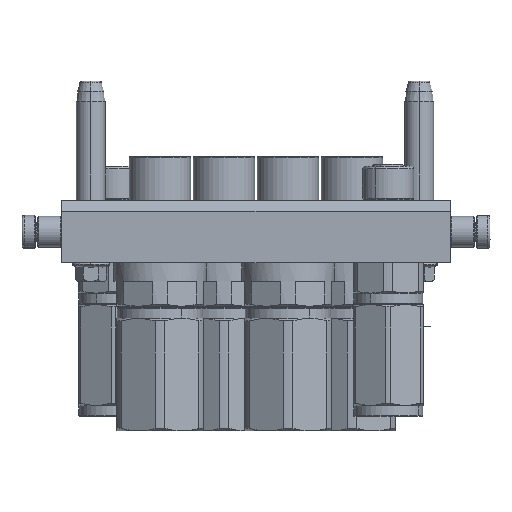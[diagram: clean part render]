
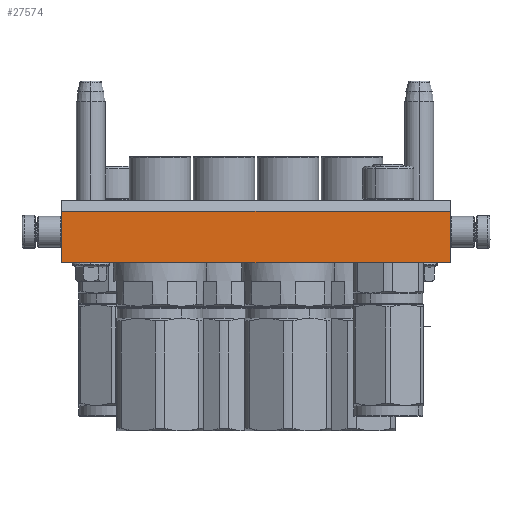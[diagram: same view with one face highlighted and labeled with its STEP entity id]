
A CAD part, left-side view. The second image highlights one B-rep face of the part: STEP entity #27574.
In plain terms, the highlighted face is planar.
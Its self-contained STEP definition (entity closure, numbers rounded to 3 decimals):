
#2159 = LINE ( 'NONE', #46946, #28611 ) ;
#6284 = ORIENTED_EDGE ( 'NONE', *, *, #63207, .F. ) ;
#9681 = CARTESIAN_POINT ( 'NONE',  ( 94., 15., -45. ) ) ;
#10222 = DIRECTION ( 'NONE',  ( 1., 0., 0. ) ) ;
#11158 = VERTEX_POINT ( 'NONE', #55648 ) ;
#14129 = DIRECTION ( 'NONE',  ( 0., 1., 0. ) ) ;
#18587 = EDGE_LOOP ( 'NONE', ( #28665, #6284, #38569, #20277 ) ) ;
#20277 = ORIENTED_EDGE ( 'NONE', *, *, #31528, .F. ) ;
#22705 = AXIS2_PLACEMENT_3D ( 'NONE', #54037, #58694, #27679 ) ;
#25529 = DIRECTION ( 'NONE',  ( 0., 1., 0. ) ) ;
#25904 = LINE ( 'NONE', #60193, #60641 ) ;
#25985 = VECTOR ( 'NONE', #14129, 1000. ) ;
#27574 = ADVANCED_FACE ( 'NONE', ( #31875 ), #48491, .T. ) ;
#27640 = VERTEX_POINT ( 'NONE', #48023 ) ;
#27679 = DIRECTION ( 'NONE',  ( -1., 0., 0. ) ) ;
#28611 = VECTOR ( 'NONE', #10222, 1000. ) ;
#28665 = ORIENTED_EDGE ( 'NONE', *, *, #53379, .T. ) ;
#29311 = CARTESIAN_POINT ( 'NONE',  ( -94., -10., -45. ) ) ;
#31404 = VERTEX_POINT ( 'NONE', #45771 ) ;
#31528 = EDGE_CURVE ( 'NONE', #31404, #11158, #2159, .T. ) ;
#31875 = FACE_OUTER_BOUND ( 'NONE', #18587, .T. ) ;
#34632 = VECTOR ( 'NONE', #25529, 1000. ) ;
#38569 = ORIENTED_EDGE ( 'NONE', *, *, #67099, .F. ) ;
#45771 = CARTESIAN_POINT ( 'NONE',  ( -94., -10., -45. ) ) ;
#46946 = CARTESIAN_POINT ( 'NONE',  ( -94., -10., -45. ) ) ;
#48023 = CARTESIAN_POINT ( 'NONE',  ( -94., 15., -45. ) ) ;
#48491 = PLANE ( 'NONE',  #22705 ) ;
#50357 = LINE ( 'NONE', #62937, #34632 ) ;
#53379 = EDGE_CURVE ( 'NONE', #31404, #27640, #57422, .T. ) ;
#54037 = CARTESIAN_POINT ( 'NONE',  ( 94., -15., -45. ) ) ;
#55648 = CARTESIAN_POINT ( 'NONE',  ( 94., -10., -45. ) ) ;
#57422 = LINE ( 'NONE', #29311, #25985 ) ;
#58694 = DIRECTION ( 'NONE',  ( 0., 0., -1. ) ) ;
#59966 = DIRECTION ( 'NONE',  ( -1., 0., 0. ) ) ;
#60193 = CARTESIAN_POINT ( 'NONE',  ( 94., 15., -45. ) ) ;
#60641 = VECTOR ( 'NONE', #59966, 1000. ) ;
#62557 = VERTEX_POINT ( 'NONE', #9681 ) ;
#62937 = CARTESIAN_POINT ( 'NONE',  ( 94., -10., -45. ) ) ;
#63207 = EDGE_CURVE ( 'NONE', #62557, #27640, #25904, .T. ) ;
#67099 = EDGE_CURVE ( 'NONE', #11158, #62557, #50357, .T. ) ;
